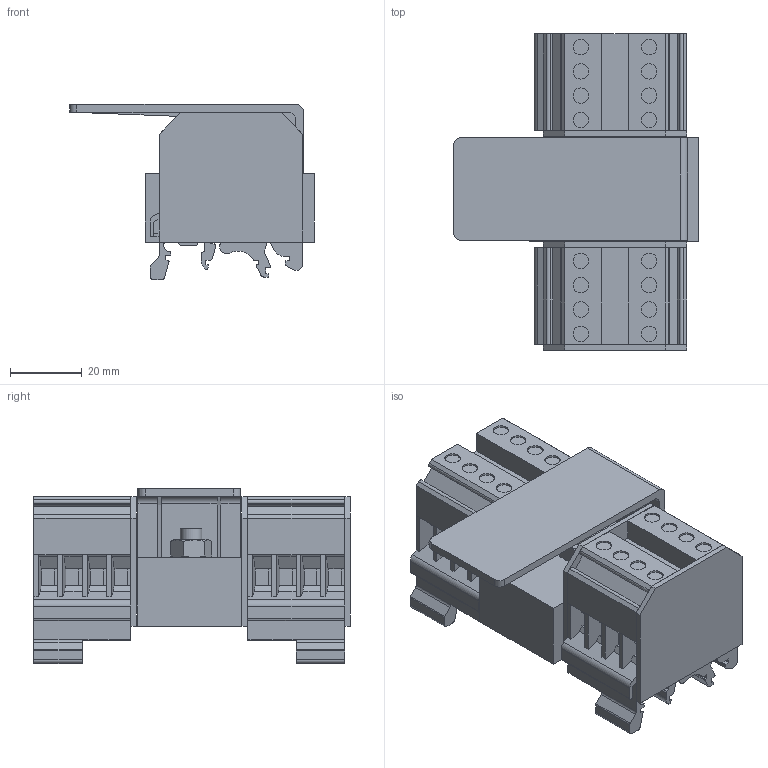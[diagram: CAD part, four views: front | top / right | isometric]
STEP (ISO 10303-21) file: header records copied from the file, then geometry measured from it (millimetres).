
FILE_DESCRIPTION(/* description */ ('Unknown'),/* implementation_level */ '2;1');
FILE_NAME(/* name */ 'FDBK-1X8_3D_SOLID',/* time_stamp */ '2024-11-06T10:47:51+05:00',/* author */ ('Unknown'),/* organization */ ('Unknown'),/* preprocessor_version */ 'ST-DEVELOPER v16.7',/* originating_system */ 'Solid Edge',/* authorisation */ 'Unknown');
FILE_SCHEMA (('AUTOMOTIVE_DESIGN {1 0 10303 214 3 1 1}'));
Length unit declared in the file: millimetre
Products named in the file (1): FDBK-1X8_GY
Bounding box: 68 x 87.97 x 48.65 mm (x, y, z)
Volume: 109854.5 mm3; surface area: 42224.6 mm2
Topology: 1 solids, 4 shells, 622 faces, 1732 edges, 1155 vertices
Faces by surface type: plane 505, cylinder 113, cone 2, torus 2
Full cylindrical faces by diameter (mm): 2.9 x6, 3 x2, 4.3 x16, 6 x1
Entity records: 23947 total; most frequent: CARTESIAN_POINT 3521, ORIENTED_EDGE 3388, DIRECTION 3160, EDGE_CURVE 1694, LINE 1448, VECTOR 1448, VERTEX_POINT 1146, AXIS2_PLACEMENT_3D 856
